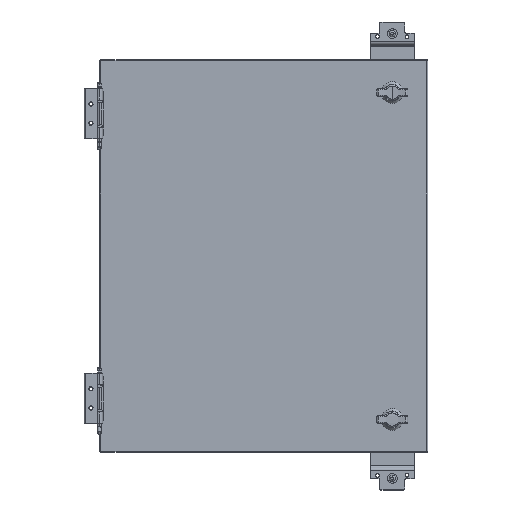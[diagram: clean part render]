
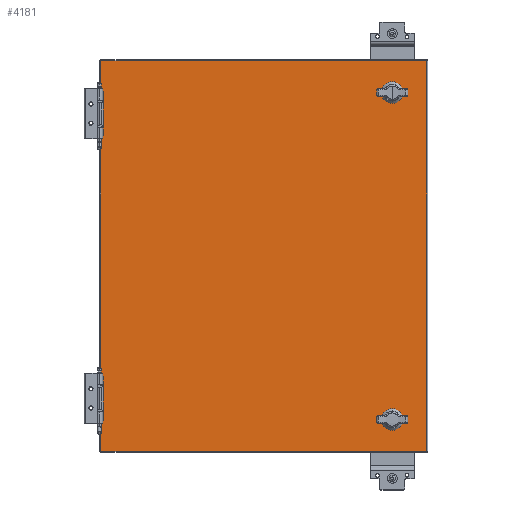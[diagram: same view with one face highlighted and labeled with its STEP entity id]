
A CAD part, top view. The second image highlights one B-rep face of the part: STEP entity #4181.
In plain terms, the highlighted planar face has unit normal (0, 0, 1).
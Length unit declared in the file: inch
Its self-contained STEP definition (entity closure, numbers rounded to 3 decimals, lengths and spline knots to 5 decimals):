
#699 = EDGE_LOOP ( 'NONE', ( #33989, #25276, #22170, #34318 ) ) ;
#1762 = CARTESIAN_POINT ( 'NONE',  ( 8.2915, -9.94, 0. ) ) ;
#3829 = CARTESIAN_POINT ( 'NONE',  ( 0., -9.94, 0. ) ) ;
#3849 = VERTEX_POINT ( 'NONE', #37471 ) ;
#4181 = ADVANCED_FACE ( 'NONE', ( #41524 ), #28903, .T. ) ;
#5152 = EDGE_CURVE ( 'NONE', #24614, #10027, #50136, .T. ) ;
#7143 = LINE ( 'NONE', #45454, #54790 ) ;
#7481 = DIRECTION ( 'NONE',  ( 1., 0., 0. ) ) ;
#10027 = VERTEX_POINT ( 'NONE', #30416 ) ;
#10974 = AXIS2_PLACEMENT_3D ( 'NONE', #24985, #54160, #11861 ) ;
#11861 = DIRECTION ( 'NONE',  ( 1., 0., 0. ) ) ;
#12211 = LINE ( 'NONE', #3829, #43847 ) ;
#12459 = VECTOR ( 'NONE', #13301, 39.37008 ) ;
#13301 = DIRECTION ( 'NONE',  ( 0., 1., 0. ) ) ;
#17392 = CARTESIAN_POINT ( 'NONE',  ( -8.2915, 9.94, 0. ) ) ;
#20437 = DIRECTION ( 'NONE',  ( 0., -1., 0. ) ) ;
#21000 = CARTESIAN_POINT ( 'NONE',  ( -8.2915, 0., 0. ) ) ;
#22170 = ORIENTED_EDGE ( 'NONE', *, *, #39310, .T. ) ;
#22628 = CARTESIAN_POINT ( 'NONE',  ( 8.2915, 0., 0. ) ) ;
#24614 = VERTEX_POINT ( 'NONE', #17392 ) ;
#24985 = CARTESIAN_POINT ( 'NONE',  ( 0., 0., 0. ) ) ;
#25276 = ORIENTED_EDGE ( 'NONE', *, *, #26641, .T. ) ;
#26641 = EDGE_CURVE ( 'NONE', #10027, #41057, #12211, .T. ) ;
#28877 = VECTOR ( 'NONE', #20437, 39.37008 ) ;
#28903 = PLANE ( 'NONE',  #10974 ) ;
#29437 = EDGE_CURVE ( 'NONE', #3849, #24614, #7143, .T. ) ;
#30416 = CARTESIAN_POINT ( 'NONE',  ( -8.2915, -9.94, 0. ) ) ;
#33989 = ORIENTED_EDGE ( 'NONE', *, *, #5152, .T. ) ;
#34318 = ORIENTED_EDGE ( 'NONE', *, *, #29437, .T. ) ;
#37471 = CARTESIAN_POINT ( 'NONE',  ( 8.2915, 9.94, 0. ) ) ;
#39310 = EDGE_CURVE ( 'NONE', #41057, #3849, #43911, .T. ) ;
#41057 = VERTEX_POINT ( 'NONE', #1762 ) ;
#41524 = FACE_OUTER_BOUND ( 'NONE', #699, .T. ) ;
#43847 = VECTOR ( 'NONE', #7481, 39.37008 ) ;
#43911 = LINE ( 'NONE', #22628, #12459 ) ;
#44915 = DIRECTION ( 'NONE',  ( -1., 0., 0. ) ) ;
#45454 = CARTESIAN_POINT ( 'NONE',  ( 0., 9.94, 0. ) ) ;
#50136 = LINE ( 'NONE', #21000, #28877 ) ;
#54160 = DIRECTION ( 'NONE',  ( 0., 0., 1. ) ) ;
#54790 = VECTOR ( 'NONE', #44915, 39.37008 ) ;
